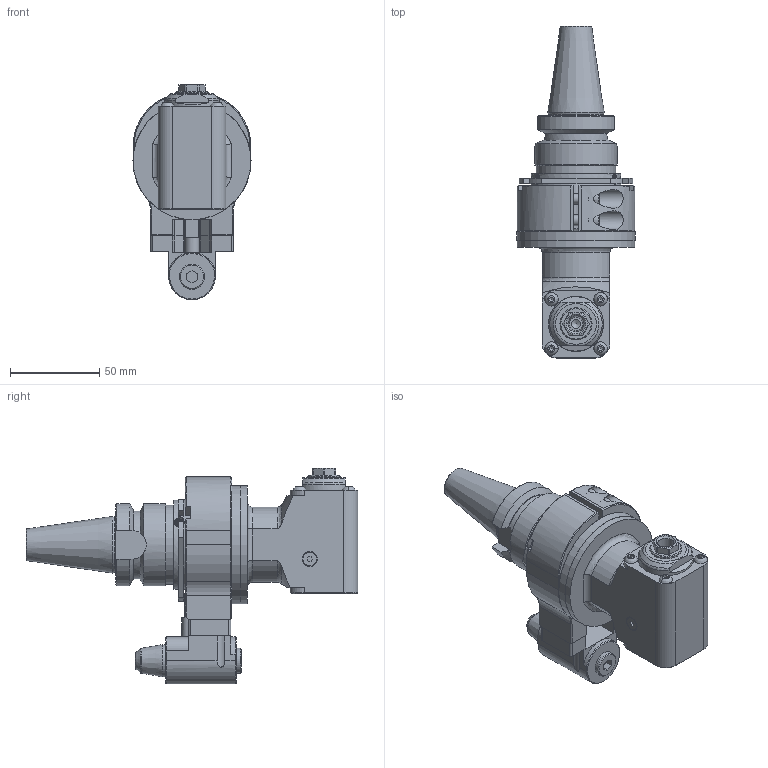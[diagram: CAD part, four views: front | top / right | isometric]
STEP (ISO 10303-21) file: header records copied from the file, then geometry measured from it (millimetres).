
FILE_DESCRIPTION(/* description */ (''),/* implementation_level */ '2;1');
FILE_NAME(/* name */ '9.FL9.07000-0B30.stp',/* time_stamp */ '2023-08-18T08:36:40-04:00',/* author */ ('jkrenzer'),/* organization */ (''),/* preprocessor_version */ 'ST-DEVELOPER v18.1',/* originating_system */ 'Autodesk Inventor 2022',/* authorisation */ '');
FILE_SCHEMA (('AUTOMOTIVE_DESIGN { 1 0 10303 214 3 1 1 }'));
Products named in the file (3): 9.FL9.07000-0B30; 9_FL9_07000; 9_GA0_336    (Type 0, BT30, 65mm, conical)
Assembly tree (2 placements, depth 2):
  9.FL9.07000-0B30
    9_FL9_07000
    9_GA0_336    (Type 0, BT30, 65mm, conical)
Bounding box: 66.2 x 186 x 121 mm (x, y, z)
Volume: 311640.8 mm3; surface area: 101186.2 mm2
Topology: 24 solids, 33 shells, 722 faces, 1717 edges, 1113 vertices
Faces by surface type: plane 356, cylinder 189, cone 137, torus 25, bspline 11, sphere 4
Full cylindrical faces by diameter (mm): 2.5 x2, 3 x1, 3.2 x4, 3.3 x2, 4 x2, 4.2 x10, 5 x13, 5.5 x4, 6 x10, 6.5 x2, 7.5 x1, 8 x3, 8.5 x3, 8.8 x1, 8.821 x1, 9 x3, 9.2 x1, 9.4 x2, 10 x4, 10.25 x2, 10.5 x2, 10.6 x1, 10.8 x1, 11.6 x1, 11.8 x1, 12 x3, 12.5 x2, 12.8 x1, 13 x1, 13.1 x1
Entity records: 31920 total; most frequent: CARTESIAN_POINT 15040, DIRECTION 3567, ORIENTED_EDGE 3370, EDGE_CURVE 1694, AXIS2_PLACEMENT_3D 1351, VERTEX_POINT 1113, LINE 865, VECTOR 865
